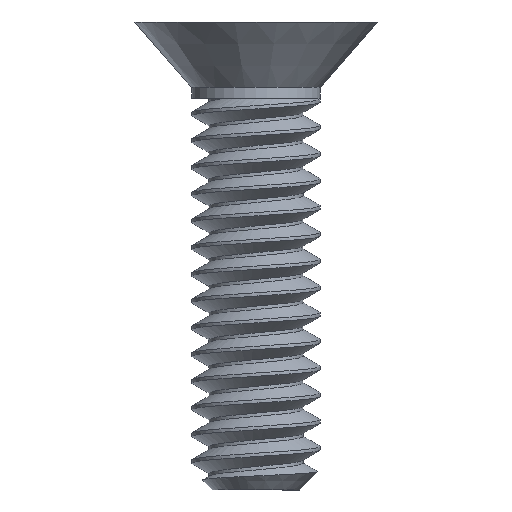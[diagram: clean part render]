
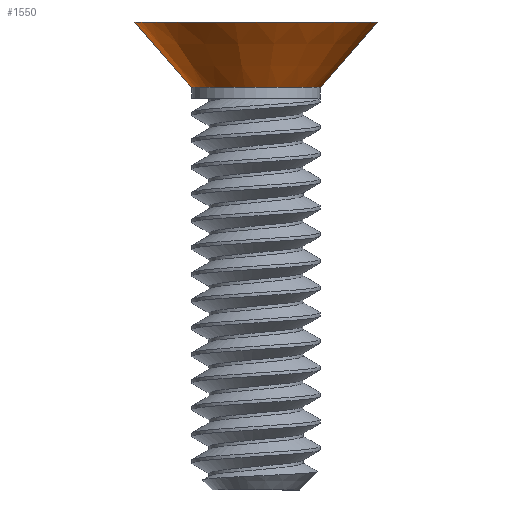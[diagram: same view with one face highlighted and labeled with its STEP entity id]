
A CAD part, left-side view. The second image highlights one B-rep face of the part: STEP entity #1550.
In plain terms, the highlighted conical face has half-angle 41 degrees and reference radius 1.092 mm.
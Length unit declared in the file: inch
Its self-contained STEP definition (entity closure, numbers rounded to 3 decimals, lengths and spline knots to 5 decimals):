
#111 = CARTESIAN_POINT ( 'NONE',  ( 0., 0.081, 0.051 ) ) ;
#191 = DIRECTION ( 'NONE',  ( 0., 0., -1. ) ) ;
#500 = CONICAL_SURFACE ( 'NONE', #3331, 0.043, 0.716 ) ;
#513 = CARTESIAN_POINT ( 'NONE',  ( 0., 0.043, 0.00729 ) ) ;
#565 = VECTOR ( 'NONE', #2673, 39.37008 ) ;
#804 = LINE ( 'NONE', #3930, #565 ) ;
#834 = DIRECTION ( 'NONE',  ( 0., 0., 1. ) ) ;
#844 = DIRECTION ( 'NONE',  ( 0., 1., 0. ) ) ;
#952 = EDGE_CURVE ( 'NONE', #2181, #2354, #2920, .T. ) ;
#1066 = VERTEX_POINT ( 'NONE', #3842 ) ;
#1146 = DIRECTION ( 'NONE',  ( 0., -1., 0. ) ) ;
#1334 = CIRCLE ( 'NONE', #3883, 0.043 ) ;
#1550 = ADVANCED_FACE ( 'NONE', ( #3421 ), #500, .T. ) ;
#1625 = EDGE_LOOP ( 'NONE', ( #2604, #3573, #2113, #2006 ) ) ;
#1782 = VECTOR ( 'NONE', #3024, 39.37008 ) ;
#1791 = CARTESIAN_POINT ( 'NONE',  ( 0., 0., 0.00729 ) ) ;
#1861 = CARTESIAN_POINT ( 'NONE',  ( 0., 0., 0.00729 ) ) ;
#2006 = ORIENTED_EDGE ( 'NONE', *, *, #2624, .F. ) ;
#2113 = ORIENTED_EDGE ( 'NONE', *, *, #3243, .T. ) ;
#2181 = VERTEX_POINT ( 'NONE', #513 ) ;
#2354 = VERTEX_POINT ( 'NONE', #111 ) ;
#2440 = CARTESIAN_POINT ( 'NONE',  ( 0., 0., 0.051 ) ) ;
#2600 = AXIS2_PLACEMENT_3D ( 'NONE', #2440, #834, #1146 ) ;
#2604 = ORIENTED_EDGE ( 'NONE', *, *, #952, .F. ) ;
#2624 = EDGE_CURVE ( 'NONE', #2354, #2633, #3912, .T. ) ;
#2633 = VERTEX_POINT ( 'NONE', #3672 ) ;
#2673 = DIRECTION ( 'NONE',  ( 0., -0.656, 0.755 ) ) ;
#2920 = LINE ( 'NONE', #3691, #1782 ) ;
#2986 = EDGE_CURVE ( 'NONE', #1066, #2181, #1334, .T. ) ;
#3024 = DIRECTION ( 'NONE',  ( 0., 0.656, 0.755 ) ) ;
#3125 = DIRECTION ( 'NONE',  ( 0., 0., 1. ) ) ;
#3243 = EDGE_CURVE ( 'NONE', #1066, #2633, #804, .T. ) ;
#3331 = AXIS2_PLACEMENT_3D ( 'NONE', #1861, #3125, #3749 ) ;
#3421 = FACE_OUTER_BOUND ( 'NONE', #1625, .T. ) ;
#3573 = ORIENTED_EDGE ( 'NONE', *, *, #2986, .F. ) ;
#3672 = CARTESIAN_POINT ( 'NONE',  ( 0., -0.081, 0.051 ) ) ;
#3691 = CARTESIAN_POINT ( 'NONE',  ( 0., 0.043, 0.00729 ) ) ;
#3749 = DIRECTION ( 'NONE',  ( 0., -1., 0. ) ) ;
#3842 = CARTESIAN_POINT ( 'NONE',  ( 0., -0.043, 0.00729 ) ) ;
#3883 = AXIS2_PLACEMENT_3D ( 'NONE', #1791, #191, #844 ) ;
#3912 = CIRCLE ( 'NONE', #2600, 0.081 ) ;
#3930 = CARTESIAN_POINT ( 'NONE',  ( 0., -0.043, 0.00729 ) ) ;
